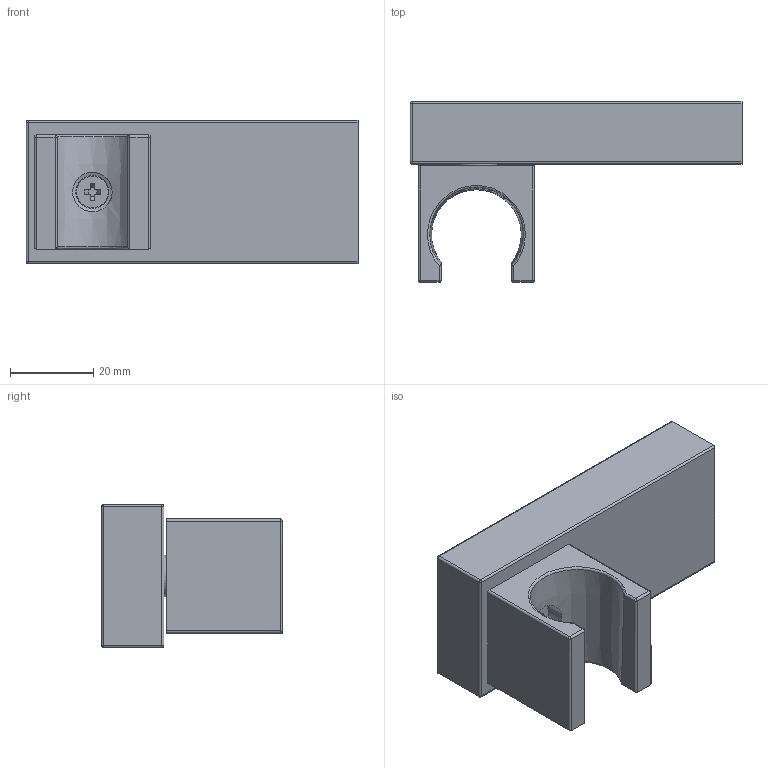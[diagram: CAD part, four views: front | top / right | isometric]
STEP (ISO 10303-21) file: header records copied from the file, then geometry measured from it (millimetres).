
FILE_DESCRIPTION(/* description */ (''),/* implementation_level */ '2;1');
FILE_NAME(/* name */ '3D_TVC000459000_Universal Gewinde entfernen.step',/* time_stamp */ '2023-02-22T11:55:41+01:00',/* author */ (''),/* organization */ (''),/* preprocessor_version */ 'ST-DEVELOPER v19.2',/* originating_system */ 'Autodesk Translation Framework v11.17.0.187',/* authorisation */ '');
FILE_SCHEMA (('AUTOMOTIVE_DESIGN { 1 0 10303 214 3 1 1 }'));
Length unit declared in the file: millimetre
Products named in the file (6): (Nicht gespeichert); STCB000K-XX; LAKD00021; LAKD0012A; LAKD0001; STST000L-XX
Assembly tree (6 placements, depth 2):
  (Nicht gespeichert)
    STCB000K-XX
    LAKD0001  x2
    LAKD00021
    LAKD0012A
    STST000L-XX
Bounding box: 80 x 43.5 x 34.5 mm (x, y, z)
Volume: 53618.2 mm3; surface area: 15967.6 mm2
Topology: 7 solids, 7 shells, 114 faces, 247 edges, 149 vertices
Faces by surface type: plane 55, cylinder 38, cone 11, sphere 8, torus 2
Full cylindrical faces by diameter (mm): 5 x2, 5.1 x2, 6 x2, 7.6 x1, 8 x2, 8.5 x1, 9.5 x1, 10 x1
Entity records: 3330 total; most frequent: CARTESIAN_POINT 662, DIRECTION 562, ORIENTED_EDGE 482, EDGE_CURVE 241, AXIS2_PLACEMENT_3D 206, LINE 150, VECTOR 150, VERTEX_POINT 145
